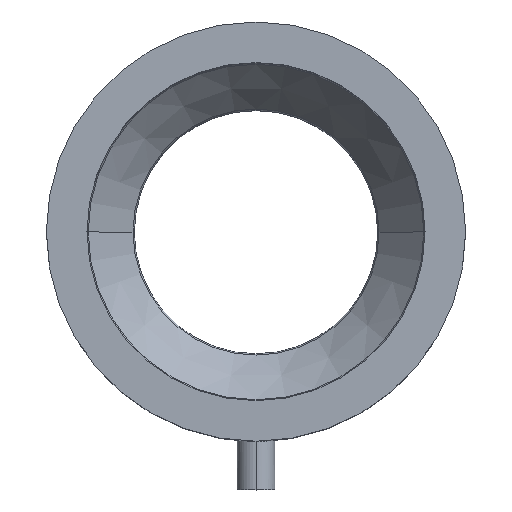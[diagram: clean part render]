
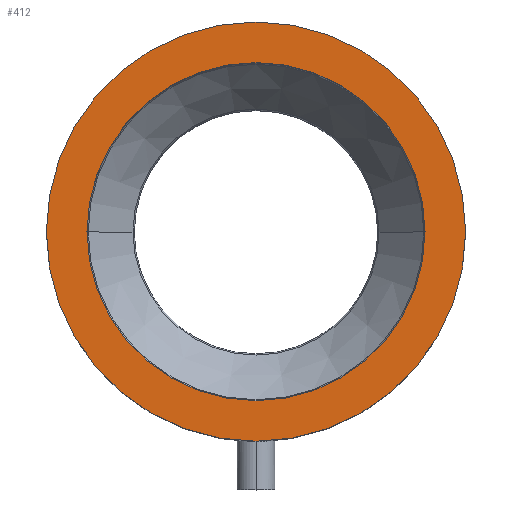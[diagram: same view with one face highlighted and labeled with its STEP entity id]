
A CAD part, top view. The second image highlights one B-rep face of the part: STEP entity #412.
In plain terms, the highlighted planar face has unit normal (0, 0, 1).
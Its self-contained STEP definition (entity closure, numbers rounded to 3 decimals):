
#55 = CARTESIAN_POINT ( 'NONE',  ( -62.5, 0., 85.321 ) ) ;
#114 = CIRCLE ( 'NONE', #188, 62.5 ) ;
#115 = ORIENTED_EDGE ( 'NONE', *, *, #522, .F. ) ;
#162 = DIRECTION ( 'NONE',  ( -1., 0., 0. ) ) ;
#188 = AXIS2_PLACEMENT_3D ( 'NONE', #834, #1231, #730 ) ;
#222 = VERTEX_POINT ( 'NONE', #989 ) ;
#229 = ORIENTED_EDGE ( 'NONE', *, *, #609, .T. ) ;
#272 = AXIS2_PLACEMENT_3D ( 'NONE', #1046, #740, #162 ) ;
#285 = VERTEX_POINT ( 'NONE', #868 ) ;
#324 = DIRECTION ( 'NONE',  ( 0., 0., 1. ) ) ;
#330 = DIRECTION ( 'NONE',  ( 1., 0., 0. ) ) ;
#356 = AXIS2_PLACEMENT_3D ( 'NONE', #55, #324, #330 ) ;
#412 = ADVANCED_FACE ( 'NONE', ( #638, #929 ), #729, .T. ) ;
#438 = CARTESIAN_POINT ( 'NONE',  ( 0., 0., 85.321 ) ) ;
#443 = AXIS2_PLACEMENT_3D ( 'NONE', #438, #809, #898 ) ;
#522 = EDGE_CURVE ( 'NONE', #631, #222, #887, .T. ) ;
#598 = AXIS2_PLACEMENT_3D ( 'NONE', #815, #711, #822 ) ;
#609 = EDGE_CURVE ( 'NONE', #285, #1076, #990, .T. ) ;
#631 = VERTEX_POINT ( 'NONE', #1001 ) ;
#638 = FACE_BOUND ( 'NONE', #839, .T. ) ;
#711 = DIRECTION ( 'NONE',  ( 0., 0., -1. ) ) ;
#729 = PLANE ( 'NONE',  #356 ) ;
#730 = DIRECTION ( 'NONE',  ( -1., 0., 0. ) ) ;
#740 = DIRECTION ( 'NONE',  ( 0., 0., -1. ) ) ;
#746 = ORIENTED_EDGE ( 'NONE', *, *, #1155, .F. ) ;
#809 = DIRECTION ( 'NONE',  ( 0., 0., -1. ) ) ;
#815 = CARTESIAN_POINT ( 'NONE',  ( 0., 0., 85.321 ) ) ;
#822 = DIRECTION ( 'NONE',  ( -1., 0., 0. ) ) ;
#834 = CARTESIAN_POINT ( 'NONE',  ( 0., 0., 85.321 ) ) ;
#839 = EDGE_LOOP ( 'NONE', ( #229, #1063 ) ) ;
#868 = CARTESIAN_POINT ( 'NONE',  ( -62.5, 0., 85.321 ) ) ;
#887 = CIRCLE ( 'NONE', #272, 77.5 ) ;
#898 = DIRECTION ( 'NONE',  ( -1., 0., 0. ) ) ;
#929 = FACE_OUTER_BOUND ( 'NONE', #977, .T. ) ;
#952 = CARTESIAN_POINT ( 'NONE',  ( 62.5, 0., 85.321 ) ) ;
#977 = EDGE_LOOP ( 'NONE', ( #746, #115 ) ) ;
#989 = CARTESIAN_POINT ( 'NONE',  ( -77.5, 0., 85.321 ) ) ;
#990 = CIRCLE ( 'NONE', #598, 62.5 ) ;
#1001 = CARTESIAN_POINT ( 'NONE',  ( 77.5, 0., 85.321 ) ) ;
#1005 = EDGE_CURVE ( 'NONE', #1076, #285, #114, .T. ) ;
#1046 = CARTESIAN_POINT ( 'NONE',  ( 0., 0., 85.321 ) ) ;
#1063 = ORIENTED_EDGE ( 'NONE', *, *, #1005, .T. ) ;
#1076 = VERTEX_POINT ( 'NONE', #952 ) ;
#1155 = EDGE_CURVE ( 'NONE', #222, #631, #1163, .T. ) ;
#1163 = CIRCLE ( 'NONE', #443, 77.5 ) ;
#1231 = DIRECTION ( 'NONE',  ( 0., 0., -1. ) ) ;
